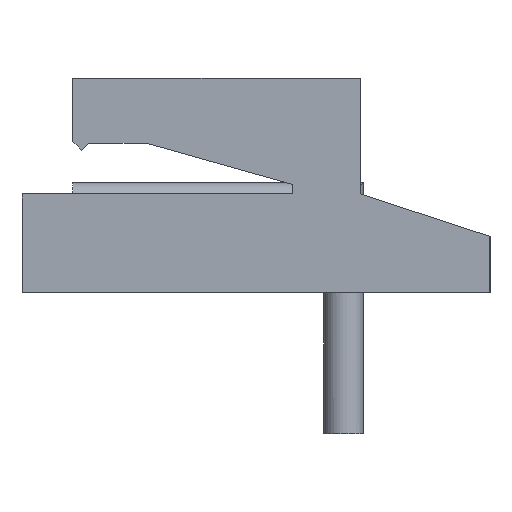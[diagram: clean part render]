
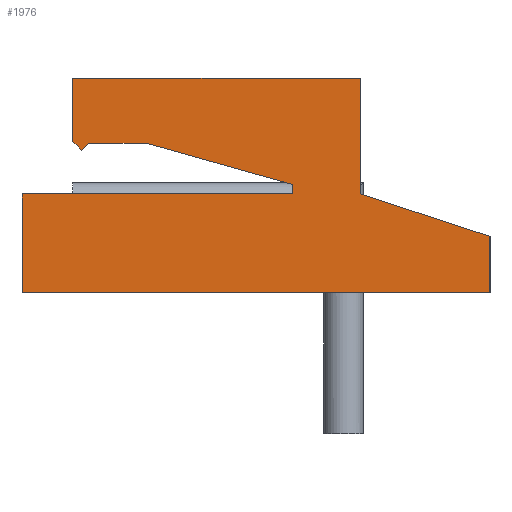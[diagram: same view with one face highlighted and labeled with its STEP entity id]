
A CAD part, left-side view. The second image highlights one B-rep face of the part: STEP entity #1976.
In plain terms, the highlighted planar face has unit normal (-1, 0, 0).
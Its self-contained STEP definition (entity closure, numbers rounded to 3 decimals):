
#343 = CARTESIAN_POINT ( 'NONE',  ( 0., 4.945, 2.526 ) ) ;
#344 = DIRECTION ( 'NONE',  ( 0., 0.707, -0.707 ) ) ;
#345 = VECTOR ( 'NONE', #344, 1000. ) ;
#346 = CARTESIAN_POINT ( 'NONE',  ( 0., 1.836, 5.636 ) ) ;
#347 = LINE ( 'NONE', #346, #345 ) ;
#451 = CARTESIAN_POINT ( 'NONE',  ( 0., 4.821, 2.651 ) ) ;
#452 = DIRECTION ( 'NONE',  ( 0., 1., 0. ) ) ;
#453 = VECTOR ( 'NONE', #452, 1000. ) ;
#454 = CARTESIAN_POINT ( 'NONE',  ( 0., 0., 2.651 ) ) ;
#455 = LINE ( 'NONE', #454, #453 ) ;
#481 = CARTESIAN_POINT ( 'NONE',  ( 0., 0., 1.75 ) ) ;
#482 = DIRECTION ( 'NONE',  ( 0., 0., -1. ) ) ;
#483 = VECTOR ( 'NONE', #482, 1000. ) ;
#484 = CARTESIAN_POINT ( 'NONE',  ( 0., 0., 3.8 ) ) ;
#485 = LINE ( 'NONE', #484, #483 ) ;
#486 = CARTESIAN_POINT ( 'NONE',  ( 0., 0., 3.8 ) ) ;
#495 = CARTESIAN_POINT ( 'NONE',  ( 0., 3.795, 2.651 ) ) ;
#496 = DIRECTION ( 'NONE',  ( 0., 0.962, 0.272 ) ) ;
#497 = VECTOR ( 'NONE', #496, 1000. ) ;
#498 = CARTESIAN_POINT ( 'NONE',  ( 0., 0.58, 1.744 ) ) ;
#499 = LINE ( 'NONE', #498, #497 ) ;
#530 = DIRECTION ( 'NONE',  ( 0., 0., 1. ) ) ;
#531 = VECTOR ( 'NONE', #530, 1000. ) ;
#532 = CARTESIAN_POINT ( 'NONE',  ( 0., 1.2, 3.8 ) ) ;
#533 = LINE ( 'NONE', #532, #531 ) ;
#587 = CARTESIAN_POINT ( 'NONE',  ( 0., 1.2, 1.918 ) ) ;
#594 = CARTESIAN_POINT ( 'NONE',  ( 0., 1.2, 1.75 ) ) ;
#619 = DIRECTION ( 'NONE',  ( 0., 0., -1. ) ) ;
#620 = VECTOR ( 'NONE', #619, 1000. ) ;
#681 = CARTESIAN_POINT ( 'NONE',  ( 0., 5.1, 3.8 ) ) ;
#682 = LINE ( 'NONE', #681, #620 ) ;
#684 = CARTESIAN_POINT ( 'NONE',  ( 0., 5.1, 2.681 ) ) ;
#784 = DIRECTION ( 'NONE',  ( 0., 1., 0. ) ) ;
#785 = VECTOR ( 'NONE', #784, 1000. ) ;
#786 = CARTESIAN_POINT ( 'NONE',  ( 0., 6., 1.75 ) ) ;
#787 = LINE ( 'NONE', #786, #785 ) ;
#789 = CARTESIAN_POINT ( 'NONE',  ( 0., 6., 1.75 ) ) ;
#1544 = VERTEX_POINT ( 'NONE', #2944 ) ;
#1554 = VERTEX_POINT ( 'NONE', #3042 ) ;
#1556 = EDGE_CURVE ( 'NONE', #1557, #1554, #3041, .T. ) ;
#1557 = VERTEX_POINT ( 'NONE', #3037 ) ;
#1579 = VERTEX_POINT ( 'NONE', #587 ) ;
#1602 = EDGE_CURVE ( 'NONE', #1639, #1579, #533, .T. ) ;
#1612 = EDGE_CURVE ( 'NONE', #1579, #1613, #499, .T. ) ;
#1613 = VERTEX_POINT ( 'NONE', #495 ) ;
#1617 = VERTEX_POINT ( 'NONE', #486 ) ;
#1619 = EDGE_CURVE ( 'NONE', #1617, #1620, #485, .T. ) ;
#1620 = VERTEX_POINT ( 'NONE', #481 ) ;
#1632 = VERTEX_POINT ( 'NONE', #684 ) ;
#1634 = EDGE_CURVE ( 'NONE', #1544, #1632, #682, .T. ) ;
#1639 = VERTEX_POINT ( 'NONE', #594 ) ;
#1658 = VERTEX_POINT ( 'NONE', #789 ) ;
#1660 = EDGE_CURVE ( 'NONE', #1639, #1658, #787, .T. ) ;
#1974 = EDGE_CURVE ( 'NONE', #2141, #1632, #4178, .T. ) ;
#1976 = ADVANCED_FACE ( 'NONE', ( #4174 ), #4153, .F. ) ;
#1977 = EDGE_LOOP ( 'NONE', ( #1978, #1979, #1980, #1982, #1983, #2177, #2179, #2180, #2182, #2183, #2184, #2185, #2186 ) ) ;
#1978 = ORIENTED_EDGE ( 'NONE', *, *, #1602, .F. ) ;
#1979 = ORIENTED_EDGE ( 'NONE', *, *, #1660, .T. ) ;
#1980 = ORIENTED_EDGE ( 'NONE', *, *, #1981, .T. ) ;
#1981 = EDGE_CURVE ( 'NONE', #1658, #1557, #4152, .T. ) ;
#1982 = ORIENTED_EDGE ( 'NONE', *, *, #1556, .T. ) ;
#1983 = ORIENTED_EDGE ( 'NONE', *, *, #1984, .T. ) ;
#1984 = EDGE_CURVE ( 'NONE', #1554, #1985, #4143, .T. ) ;
#1985 = VERTEX_POINT ( 'NONE', #4139 ) ;
#2140 = EDGE_CURVE ( 'NONE', #2156, #2141, #347, .T. ) ;
#2141 = VERTEX_POINT ( 'NONE', #343 ) ;
#2155 = EDGE_CURVE ( 'NONE', #1613, #2156, #455, .T. ) ;
#2156 = VERTEX_POINT ( 'NONE', #451 ) ;
#2177 = ORIENTED_EDGE ( 'NONE', *, *, #2178, .T. ) ;
#2178 = EDGE_CURVE ( 'NONE', #1985, #1620, #3081, .T. ) ;
#2179 = ORIENTED_EDGE ( 'NONE', *, *, #1619, .F. ) ;
#2180 = ORIENTED_EDGE ( 'NONE', *, *, #2181, .F. ) ;
#2181 = EDGE_CURVE ( 'NONE', #1544, #1617, #3128, .T. ) ;
#2182 = ORIENTED_EDGE ( 'NONE', *, *, #1634, .T. ) ;
#2183 = ORIENTED_EDGE ( 'NONE', *, *, #1974, .F. ) ;
#2184 = ORIENTED_EDGE ( 'NONE', *, *, #2140, .F. ) ;
#2185 = ORIENTED_EDGE ( 'NONE', *, *, #2155, .F. ) ;
#2186 = ORIENTED_EDGE ( 'NONE', *, *, #1612, .F. ) ;
#2944 = CARTESIAN_POINT ( 'NONE',  ( 0., 5.1, 3.8 ) ) ;
#3037 = CARTESIAN_POINT ( 'NONE',  ( 0., 6., 0. ) ) ;
#3038 = DIRECTION ( 'NONE',  ( 0., -1., 0. ) ) ;
#3039 = VECTOR ( 'NONE', #3038, 1000. ) ;
#3040 = CARTESIAN_POINT ( 'NONE',  ( 0., 0., 0. ) ) ;
#3041 = LINE ( 'NONE', #3040, #3039 ) ;
#3042 = CARTESIAN_POINT ( 'NONE',  ( 0., -2.3, 0. ) ) ;
#3078 = DIRECTION ( 'NONE',  ( 0., 0.951, 0.31 ) ) ;
#3079 = VECTOR ( 'NONE', #3078, 1000. ) ;
#3080 = CARTESIAN_POINT ( 'NONE',  ( 0., 0., 1.75 ) ) ;
#3081 = LINE ( 'NONE', #3080, #3079 ) ;
#3125 = DIRECTION ( 'NONE',  ( 0., -1., 0. ) ) ;
#3126 = VECTOR ( 'NONE', #3125, 1000. ) ;
#3127 = CARTESIAN_POINT ( 'NONE',  ( 0., 0., 3.8 ) ) ;
#3128 = LINE ( 'NONE', #3127, #3126 ) ;
#4139 = CARTESIAN_POINT ( 'NONE',  ( 0., -2.3, 1. ) ) ;
#4140 = DIRECTION ( 'NONE',  ( 0., 0., 1. ) ) ;
#4141 = VECTOR ( 'NONE', #4140, 1000. ) ;
#4142 = CARTESIAN_POINT ( 'NONE',  ( 0., -2.3, 1. ) ) ;
#4143 = LINE ( 'NONE', #4142, #4141 ) ;
#4144 = DIRECTION ( 'NONE',  ( 0., 0., -1. ) ) ;
#4145 = VECTOR ( 'NONE', #4144, 1000. ) ;
#4147 = CARTESIAN_POINT ( 'NONE',  ( 0., 6., 3.8 ) ) ;
#4148 = DIRECTION ( 'NONE',  ( 0., 0., -1. ) ) ;
#4149 = DIRECTION ( 'NONE',  ( 1., 0., 0. ) ) ;
#4150 = CARTESIAN_POINT ( 'NONE',  ( 0., 0., 3.8 ) ) ;
#4151 = AXIS2_PLACEMENT_3D ( 'NONE', #4150, #4149, #4148 ) ;
#4152 = LINE ( 'NONE', #4147, #4145 ) ;
#4153 = PLANE ( 'NONE',  #4151 ) ;
#4174 = FACE_OUTER_BOUND ( 'NONE', #1977, .T. ) ;
#4175 = DIRECTION ( 'NONE',  ( 0., 0.707, 0.707 ) ) ;
#4176 = VECTOR ( 'NONE', #4175, 1000. ) ;
#4177 = CARTESIAN_POINT ( 'NONE',  ( 0., 3.109, 0.691 ) ) ;
#4178 = LINE ( 'NONE', #4177, #4176 ) ;
